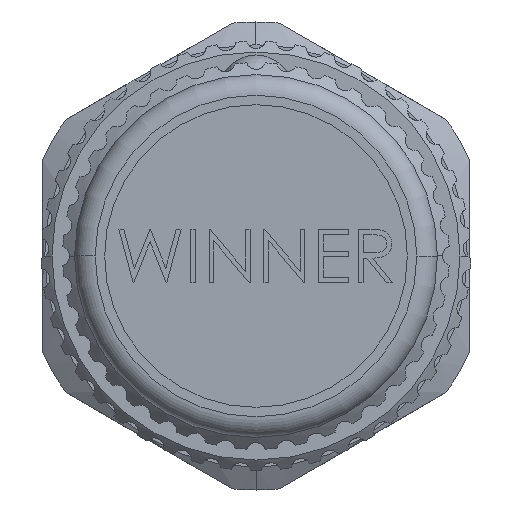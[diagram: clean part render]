
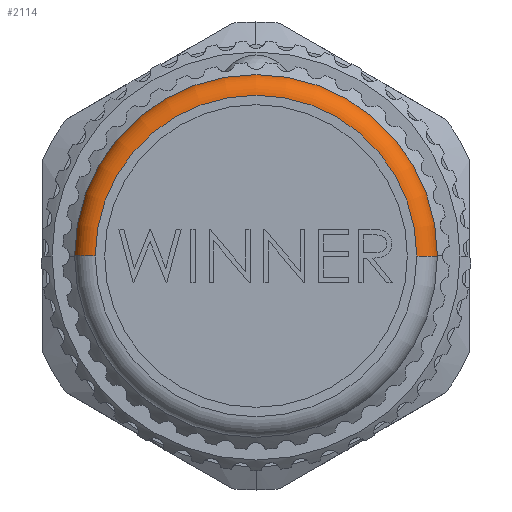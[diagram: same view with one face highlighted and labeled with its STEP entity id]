
A CAD part, left-side view. The second image highlights one B-rep face of the part: STEP entity #2114.
In plain terms, the highlighted toroidal (fillet/blend) face has major radius 12.009 mm and minor radius 1.6 mm.
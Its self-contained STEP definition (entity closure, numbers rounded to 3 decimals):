
#837 = CARTESIAN_POINT ( 'NONE',  ( -107.119, 0., 0. ) ) ;
#1753 = VERTEX_POINT ( 'NONE', #12407 ) ;
#2114 = ADVANCED_FACE ( 'NONE', ( #25510 ), #15689, .T. ) ;
#2892 = CIRCLE ( 'NONE', #14258, 1.6 ) ;
#3786 = CARTESIAN_POINT ( 'NONE',  ( -107.119, -12.009, 0. ) ) ;
#3944 = ORIENTED_EDGE ( 'NONE', *, *, #18890, .F. ) ;
#4389 = CARTESIAN_POINT ( 'NONE',  ( -108.718, 0., 0. ) ) ;
#4647 = CIRCLE ( 'NONE', #8676, 13.6 ) ;
#5081 = EDGE_CURVE ( 'NONE', #14581, #1753, #2892, .T. ) ;
#5352 = CIRCLE ( 'NONE', #19687, 1.6 ) ;
#6365 = DIRECTION ( 'NONE',  ( 0., -1., 0. ) ) ;
#6388 = EDGE_LOOP ( 'NONE', ( #15565, #10002, #3944, #27428 ) ) ;
#7059 = DIRECTION ( 'NONE',  ( -1., 0., 0. ) ) ;
#8117 = EDGE_CURVE ( 'NONE', #18786, #14581, #4647, .T. ) ;
#8676 = AXIS2_PLACEMENT_3D ( 'NONE', #14859, #21459, #6365 ) ;
#10002 = ORIENTED_EDGE ( 'NONE', *, *, #5081, .T. ) ;
#12407 = CARTESIAN_POINT ( 'NONE',  ( -108.718, 12.059, 0. ) ) ;
#12812 = DIRECTION ( 'NONE',  ( -1., 0., 0. ) ) ;
#13057 = VERTEX_POINT ( 'NONE', #15128 ) ;
#14210 = DIRECTION ( 'NONE',  ( 0., 0., -1. ) ) ;
#14258 = AXIS2_PLACEMENT_3D ( 'NONE', #27731, #14734, #26369 ) ;
#14581 = VERTEX_POINT ( 'NONE', #18551 ) ;
#14734 = DIRECTION ( 'NONE',  ( 0., 0., 1. ) ) ;
#14859 = CARTESIAN_POINT ( 'NONE',  ( -106.948, 0., 0. ) ) ;
#15128 = CARTESIAN_POINT ( 'NONE',  ( -108.718, -12.059, 0. ) ) ;
#15565 = ORIENTED_EDGE ( 'NONE', *, *, #8117, .T. ) ;
#15689 = TOROIDAL_SURFACE ( 'NONE', #26199, 12.009, 1.6 ) ;
#18400 = AXIS2_PLACEMENT_3D ( 'NONE', #4389, #12812, #21665 ) ;
#18551 = CARTESIAN_POINT ( 'NONE',  ( -106.948, 13.6, 0. ) ) ;
#18730 = DIRECTION ( 'NONE',  ( 0., 1., 0. ) ) ;
#18786 = VERTEX_POINT ( 'NONE', #19219 ) ;
#18890 = EDGE_CURVE ( 'NONE', #13057, #1753, #26153, .T. ) ;
#19219 = CARTESIAN_POINT ( 'NONE',  ( -106.948, -13.6, 0. ) ) ;
#19687 = AXIS2_PLACEMENT_3D ( 'NONE', #3786, #14210, #18730 ) ;
#21459 = DIRECTION ( 'NONE',  ( -1., 0., 0. ) ) ;
#21665 = DIRECTION ( 'NONE',  ( 0., -1., 0. ) ) ;
#22022 = DIRECTION ( 'NONE',  ( 0., -1., 0. ) ) ;
#24776 = EDGE_CURVE ( 'NONE', #18786, #13057, #5352, .T. ) ;
#25510 = FACE_OUTER_BOUND ( 'NONE', #6388, .T. ) ;
#26153 = CIRCLE ( 'NONE', #18400, 12.059 ) ;
#26199 = AXIS2_PLACEMENT_3D ( 'NONE', #837, #7059, #22022 ) ;
#26369 = DIRECTION ( 'NONE',  ( 0., -1., 0. ) ) ;
#27428 = ORIENTED_EDGE ( 'NONE', *, *, #24776, .F. ) ;
#27731 = CARTESIAN_POINT ( 'NONE',  ( -107.119, 12.009, 0. ) ) ;
